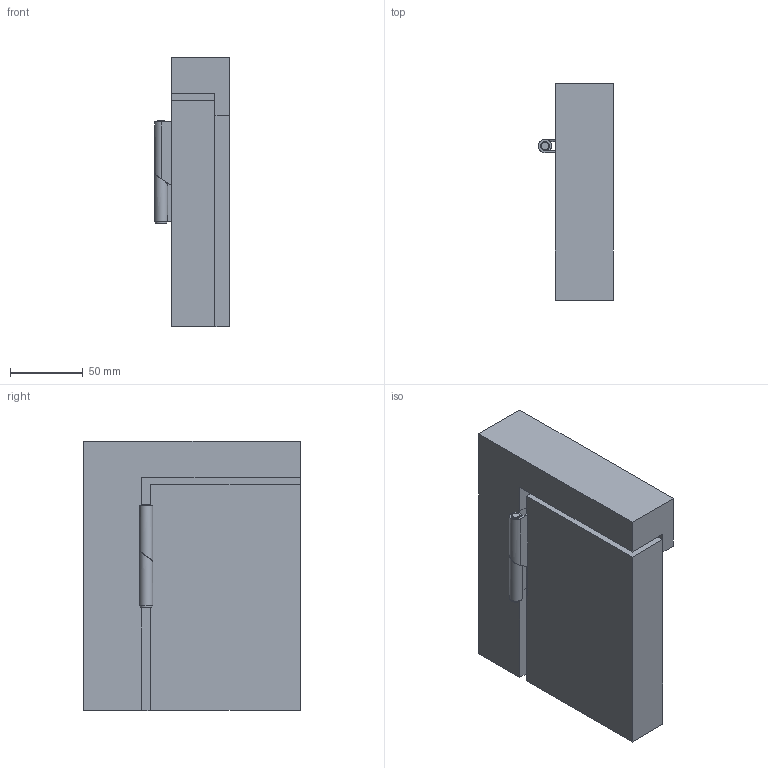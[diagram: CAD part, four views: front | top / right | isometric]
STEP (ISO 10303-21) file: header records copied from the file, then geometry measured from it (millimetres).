
FILE_DESCRIPTION((''),'2;1');
FILE_NAME('AssemblyA.stp','2019-05-31T06:53:52',('Administrator'),(''),'Autodesk Inventor 2008','Autodesk Inventor 2008','');
FILE_SCHEMA(('AUTOMOTIVE_DESIGN { 1 0 10303 214 1 1 1 1 }'));
Length unit declared in the file: millimetre
Products named in the file (6): AssemblyA; Wall; Leaf; Door; Pin; Screw4T
Assembly tree (11 placements, depth 2):
  AssemblyA
    Wall
    Leaf  x2
    Door
    Pin
    Screw4T  x6
Bounding box: 51.5 x 149 x 185 mm (x, y, z)
Volume: 929482.7 mm3; surface area: 115045.9 mm2
Topology: 11 solids, 11 shells, 187 faces, 445 edges, 285 vertices
Faces by surface type: plane 140, cylinder 24, cone 19, bspline 4
Full cylindrical faces by diameter (mm): 4 x12, 6 x1, 8 x7
Entity records: 2349 total; most frequent: CARTESIAN_POINT 527, DIRECTION 341, ORIENTED_EDGE 308, EDGE_CURVE 154, VECTOR 127, LINE 127, VERTEX_POINT 108, AXIS2_PLACEMENT_3D 107
